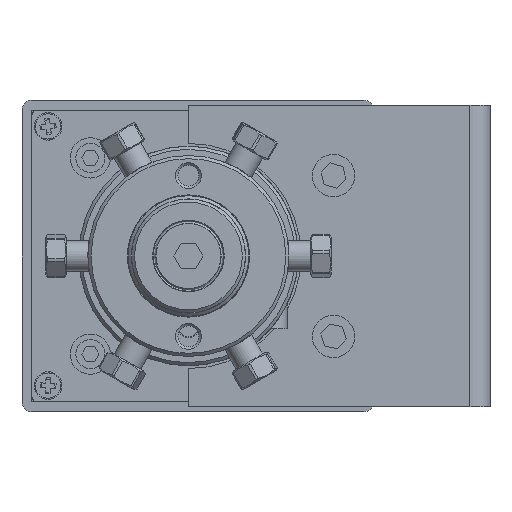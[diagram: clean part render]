
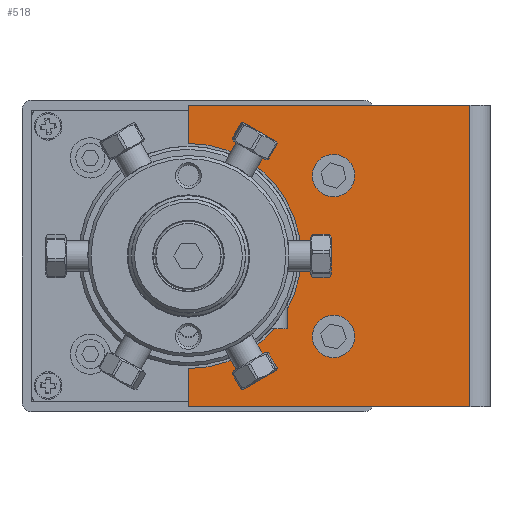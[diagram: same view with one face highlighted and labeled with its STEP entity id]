
A CAD part, left-side view. The second image highlights one B-rep face of the part: STEP entity #518.
In plain terms, the highlighted planar face has unit normal (-1, 0, 0).
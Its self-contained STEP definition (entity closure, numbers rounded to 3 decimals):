
#145=CARTESIAN_POINT('',(0.,47.625,-6.032));
#146=VERTEX_POINT('',#145);
#153=CARTESIAN_POINT('',(0.,47.625,0.0));
#154=VERTEX_POINT('',#153);
#155=CARTESIAN_POINT('',(0.,47.625,0.0));
#156=DIRECTION('',(0.0,0.0,-1.0));
#157=VECTOR('',#156,6.032);
#158=LINE('',#155,#157);
#159=EDGE_CURVE('',#154,#146,#158,.T.);
#193=CARTESIAN_POINT('',(0.,47.625,-41.592));
#194=VERTEX_POINT('',#193);
#201=CARTESIAN_POINT('',(0.,47.625,-23.812));
#202=DIRECTION('',(1.0,0.0,0.0));
#203=DIRECTION('',(0.0,0.0,1.0));
#204=AXIS2_PLACEMENT_3D('',#201,#202,#203);
#205=CIRCLE('',#204,17.78);
#206=EDGE_CURVE('',#146,#194,#205,.T.);
#392=CARTESIAN_POINT('',(0.,47.625,-47.625));
#393=VERTEX_POINT('',#392);
#400=CARTESIAN_POINT('',(0.,47.625,-41.592));
#401=DIRECTION('',(0.0,0.0,-1.0));
#402=VECTOR('',#401,6.033);
#403=LINE('',#400,#402);
#404=EDGE_CURVE('',#194,#393,#403,.T.);
#464=CARTESIAN_POINT('',(0.,47.625,0.0));
#465=DIRECTION('',(-1.0,0.0,0.0));
#466=DIRECTION('',(0.0,0.0,1.0));
#467=AXIS2_PLACEMENT_3D('',#464,#465,#466);
#468=PLANE('',#467);
#469=CARTESIAN_POINT('',(0.,3.175,0.0));
#470=VERTEX_POINT('',#469);
#471=CARTESIAN_POINT('',(0.,3.175,-47.625));
#472=VERTEX_POINT('',#471);
#473=CARTESIAN_POINT('',(0.,3.175,0.0));
#474=DIRECTION('',(0.0,0.0,-1.0));
#475=VECTOR('',#474,47.625);
#476=LINE('',#473,#475);
#477=EDGE_CURVE('',#470,#472,#476,.T.);
#478=ORIENTED_EDGE('',*,*,#477,.F.);
#479=CARTESIAN_POINT('',(0.,47.625,0.0));
#480=DIRECTION('',(0.0,-1.0,0.0));
#481=VECTOR('',#480,44.45);
#482=LINE('',#479,#481);
#483=EDGE_CURVE('',#154,#470,#482,.T.);
#484=ORIENTED_EDGE('',*,*,#483,.F.);
#485=ORIENTED_EDGE('',*,*,#159,.T.);
#486=ORIENTED_EDGE('',*,*,#206,.T.);
#487=ORIENTED_EDGE('',*,*,#404,.T.);
#488=CARTESIAN_POINT('',(0.,47.625,-47.625));
#489=DIRECTION('',(0.0,-1.0,0.0));
#490=VECTOR('',#489,44.45);
#491=LINE('',#488,#490);
#492=EDGE_CURVE('',#393,#472,#491,.T.);
#493=ORIENTED_EDGE('',*,*,#492,.T.);
#494=EDGE_LOOP('',(#478,#484,#485,#486,#487,#493));
#495=FACE_OUTER_BOUND('',#494,.T.);
#496=CARTESIAN_POINT('',(0.,24.714,-34.352));
#497=VERTEX_POINT('',#496);
#498=CARTESIAN_POINT('',(0.,24.714,-36.512));
#499=DIRECTION('',(1.0,0.0,0.0));
#500=DIRECTION('',(0.0,0.0,1.0));
#501=AXIS2_PLACEMENT_3D('',#498,#499,#500);
#502=CIRCLE('',#501,2.16);
#503=EDGE_CURVE('',#497,#497,#502,.T.);
#504=ORIENTED_EDGE('',*,*,#503,.T.);
#505=EDGE_LOOP('',(#504));
#506=FACE_BOUND('',#505,.T.);
#507=CARTESIAN_POINT('',(0.,24.714,-8.952));
#508=VERTEX_POINT('',#507);
#509=CARTESIAN_POINT('',(0.,24.714,-11.112));
#510=DIRECTION('',(1.0,0.0,0.0));
#511=DIRECTION('',(0.0,0.0,1.0));
#512=AXIS2_PLACEMENT_3D('',#509,#510,#511);
#513=CIRCLE('',#512,2.16);
#514=EDGE_CURVE('',#508,#508,#513,.T.);
#515=ORIENTED_EDGE('',*,*,#514,.T.);
#516=EDGE_LOOP('',(#515));
#517=FACE_BOUND('',#516,.T.);
#518=ADVANCED_FACE('',(#495,#506,#517),#468,.T.);
